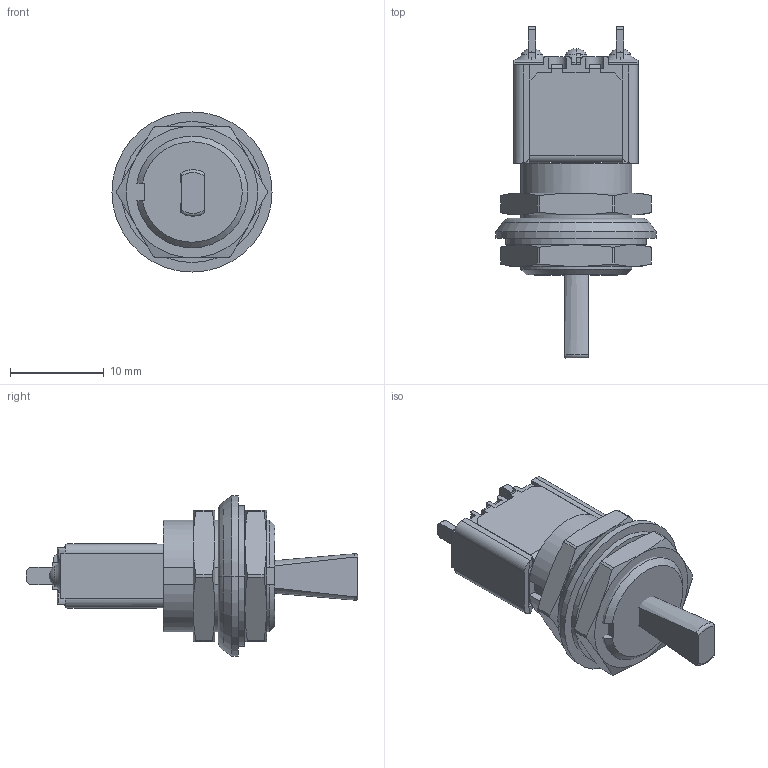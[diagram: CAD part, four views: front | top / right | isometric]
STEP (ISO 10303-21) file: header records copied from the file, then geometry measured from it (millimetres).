
FILE_DESCRIPTION((''),'2;1');
FILE_NAME('5632A9','2014-12-15T',('brevel'),(''),'PRO/ENGINEER BY PARAMETRIC TECHNOLOGY CORPORATION, 2013410','PRO/ENGINEER BY PARAMETRIC TECHNOLOGY CORPORATION, 2013410','');
FILE_SCHEMA(('CONFIG_CONTROL_DESIGN'));
Length unit declared in the file: millimetre
Products named in the file (1): 5632A9
Bounding box: 17.05 x 35.34 x 17.05 mm (x, y, z)
Surface area: 3200.4 mm2 (no closed solid volume)
Topology: 0 solids, 14 shells, 254 faces, 784 edges, 540 vertices
Faces by surface type: plane 156, cylinder 49, cone 29, torus 14, sphere 6
Entity records: 9084 total; most frequent: CARTESIAN_POINT 2172, DIRECTION 1405, ORIENTED_EDGE 1399, EDGE_CURVE 778, VERTEX_POINT 540, VECTOR 471, LINE 471, AXIS2_PLACEMENT_3D 467
